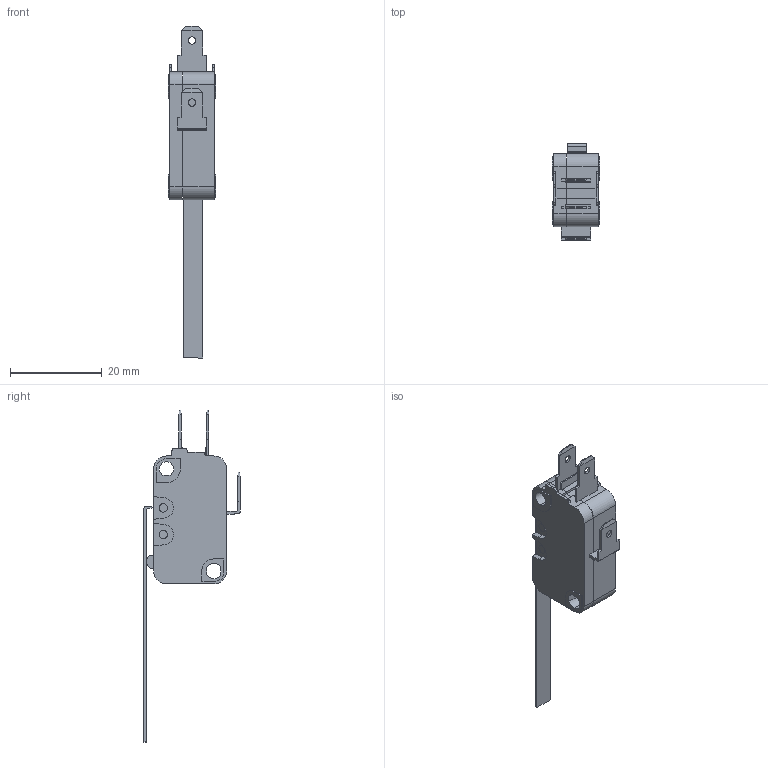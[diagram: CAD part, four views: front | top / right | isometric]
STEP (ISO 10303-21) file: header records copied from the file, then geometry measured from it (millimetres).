
FILE_DESCRIPTION (( 'STEP AP203' ), '1' );
FILE_NAME ('D3V_013_1C23.step', '2013-07-18T11:14:37', ( 'OSMC1.0 TAKUMI' ), ( 'TAKUMI-Engniaring' ), 'SwSTEP 2.0', 'SolidWorks 2002025', '' );
FILE_SCHEMA (( 'CONFIG_CONTROL_DESIGN' ));
Length unit declared in the file: millimetre
Products named in the file (4): D3V_013_1C23; D3V_013_1C23_BUTTON; D3V_013_1C23_LEVER; D3V_013_1C23_BASE
Assembly tree (3 placements, depth 2):
  D3V_013_1C23
    D3V_013_1C23_BUTTON
    D3V_013_1C23_LEVER
    D3V_013_1C23_BASE
Bounding box: 10.3 x 20.9 x 72.2 mm (x, y, z)
Volume: 4205.1 mm3; surface area: 3236.3 mm2
Topology: 3 solids, 3 shells, 209 faces, 591 edges, 390 vertices
Faces by surface type: plane 152, cylinder 57
Entity records: 7193 total; most frequent: CARTESIAN_POINT 1196, ORIENTED_EDGE 1182, DIRECTION 1143, EDGE_CURVE 591, LINE 469, VECTOR 469, VERTEX_POINT 390, AXIS2_PLACEMENT_3D 337
